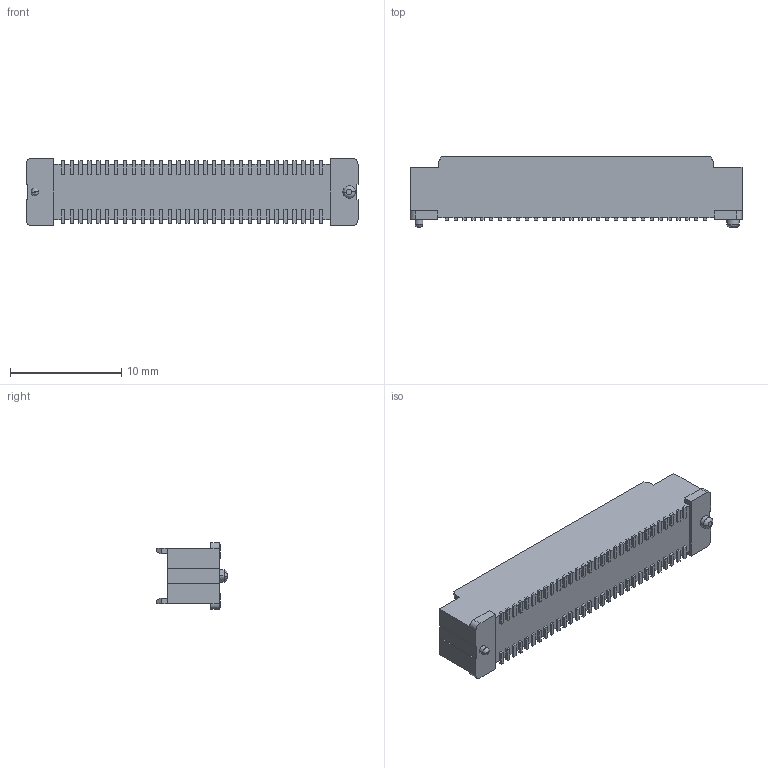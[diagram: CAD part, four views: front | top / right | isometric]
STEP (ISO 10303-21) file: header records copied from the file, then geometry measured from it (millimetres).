
FILE_DESCRIPTION((''),'2;1');
FILE_NAME('61083-062X0XXX_P2-60PIN_','2014-01-07T',('sungm'),('FCI'),'PRO/ENGINEER BY PARAMETRIC TECHNOLOGY CORPORATION, 2013150','PRO/ENGINEER BY PARAMETRIC TECHNOLOGY CORPORATION, 2013150','');
FILE_SCHEMA(('CONFIG_CONTROL_DESIGN'));
Length unit declared in the file: millimetre
Products named in the file (1): 61083-062X0XXX_P2-60PIN_
Bounding box: 29.8 x 6.35 x 6 mm (x, y, z)
Volume: 500.5 mm3; surface area: 1042.9 mm2
Topology: 1 solids, 1 shells, 779 faces, 2151 edges, 1382 vertices
Faces by surface type: plane 743, cylinder 16, cone 16, bspline 4
Entity records: 24263 total; most frequent: CARTESIAN_POINT 4420, ORIENTED_EDGE 4302, DIRECTION 3757, EDGE_CURVE 2151, VECTOR 2095, LINE 2095, VERTEX_POINT 1382, AXIS2_PLACEMENT_3D 831
